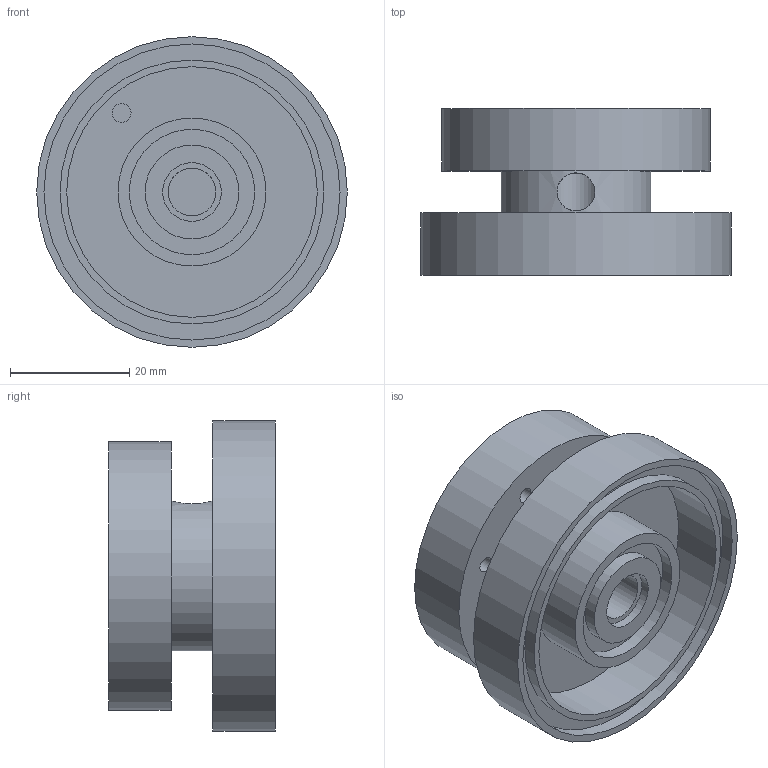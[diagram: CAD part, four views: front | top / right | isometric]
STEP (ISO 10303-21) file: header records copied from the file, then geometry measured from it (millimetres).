
FILE_DESCRIPTION(/* description */ (''),/* implementation_level */ '2;1');
FILE_NAME(/* name */ 'Part12.stp',/* time_stamp */ '2021-05-21T10:51:28-05:00',/* author */ ('Caleb'),/* organization */ (''),/* preprocessor_version */ 'ST-DEVELOPER v18.1',/* originating_system */ 'Autodesk Inventor 2022',/* authorisation */ '');
FILE_SCHEMA (('AUTOMOTIVE_DESIGN { 1 0 10303 214 3 1 1 }'));
Length unit declared in the file: millimetre
Products named in the file (1): Part12
Bounding box: 52.07 x 27.94 x 52.07 mm (x, y, z)
Volume: 31471.9 mm3; surface area: 14140.5 mm2
Topology: 1 solids, 1 shells, 33 faces, 65 edges, 44 vertices
Faces by surface type: cylinder 21, plane 12
Full cylindrical faces by diameter (mm): 2.642 x8, 3.175 x1, 6.35 x1, 8.001 x1, 9.83 x1, 15.697 x1, 21.031 x1, 24.79 x1, 25.019 x1, 42 x1, 44.221 x1, 45.009 x1, 49.606 x1, 52.07 x1
Entity records: 1082 total; most frequent: CARTESIAN_POINT 219, DIRECTION 169, ORIENTED_EDGE 130, AXIS2_PLACEMENT_3D 74, EDGE_CURVE 65, EDGE_LOOP 63, VERTEX_POINT 44, CIRCLE 40
